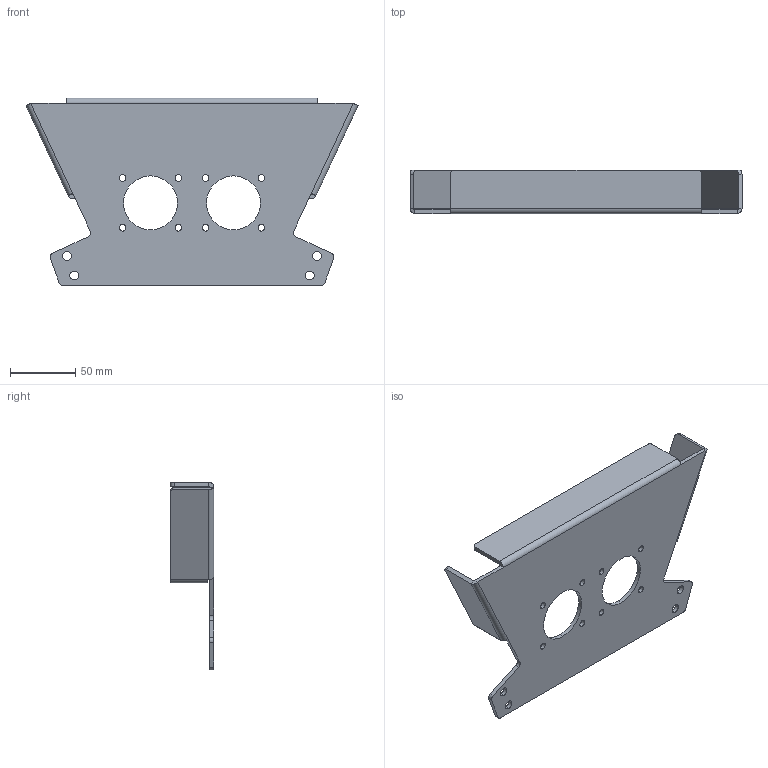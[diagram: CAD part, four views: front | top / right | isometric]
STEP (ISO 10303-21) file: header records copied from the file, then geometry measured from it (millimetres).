
FILE_DESCRIPTION (( 'STEP AP214' ), '1' );
FILE_NAME ('am-5116 Apex Bracket (Blocker).STEP', '2023-03-23T17:23:05', ( '' ), ( '' ), 'SwSTEP 2.0', 'SolidWorks 2022', '' );
FILE_SCHEMA (( 'AUTOMOTIVE_DESIGN' ));
Length unit declared in the file: inch
Products named in the file (1): am-5116 Apex Bracket (Blocker)
Bounding box: 253.99 x 33.34 x 143.64 mm (x, y, z)
Volume: 120115.2 mm3; surface area: 80888.5 mm2
Topology: 1 solids, 1 shells, 106 faces, 272 edges, 168 vertices
Faces by surface type: cylinder 60, plane 46
Entity records: 3328 total; most frequent: DIRECTION 606, CARTESIAN_POINT 547, ORIENTED_EDGE 544, EDGE_CURVE 272, AXIS2_PLACEMENT_3D 227, VERTEX_POINT 168, LINE 152, VECTOR 152
